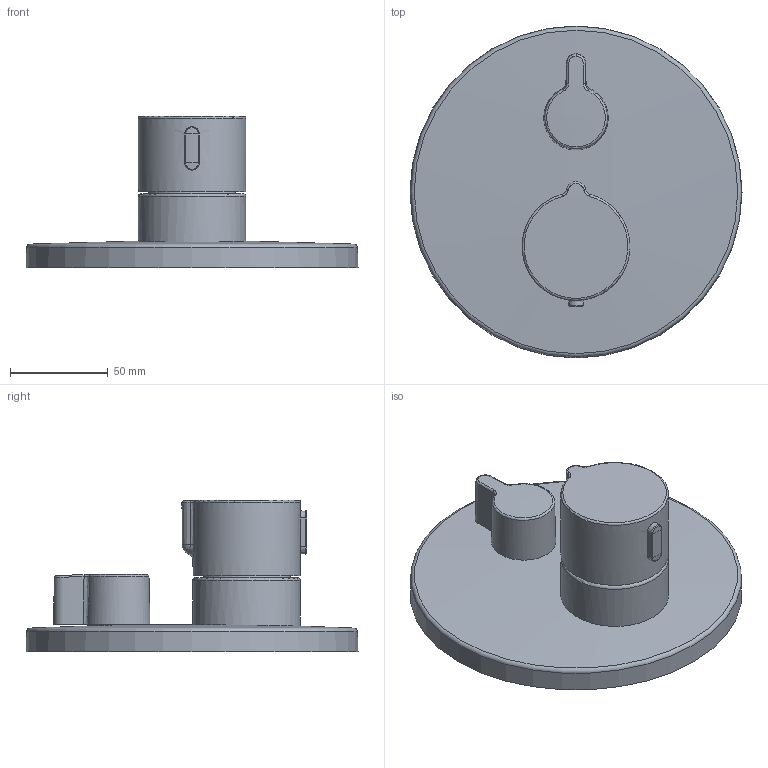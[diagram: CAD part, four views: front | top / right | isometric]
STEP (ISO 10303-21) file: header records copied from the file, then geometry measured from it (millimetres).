
FILE_DESCRIPTION (( 'STEP AP203' ), '1' );
FILE_NAME ('2078(2016)+88629045+2077(2016)+88619045.STEP', '2017-03-09T05:45:04', ( '' ), ( '' ), 'SwSTEP 2.0', 'SolidWorks 2016', '' );
FILE_SCHEMA (( 'CONFIG_CONTROL_DESIGN' ));
Length unit declared in the file: millimetre
Products named in the file (1): 2078(2016)+88629045+2077(2016)+88619045
Bounding box: 170.03 x 170.03 x 77.69 mm (x, y, z)
Volume: 474211.2 mm3; surface area: 68243.5 mm2
Topology: 1 solids, 1 shells, 44 faces, 109 edges, 73 vertices
Faces by surface type: bspline 16, torus 9, plane 6, cylinder 5, sphere 4, cone 4
Full cylindrical faces by diameter (mm): 28.695 x1, 55.1 x1
Entity records: 3193 total; most frequent: CARTESIAN_POINT 2286, ORIENTED_EDGE 196, DIRECTION 120, EDGE_CURVE 98, VERTEX_POINT 69, EDGE_LOOP 57, AXIS2_PLACEMENT_3D 56, B_SPLINE_CURVE_WITH_KNOTS 55
